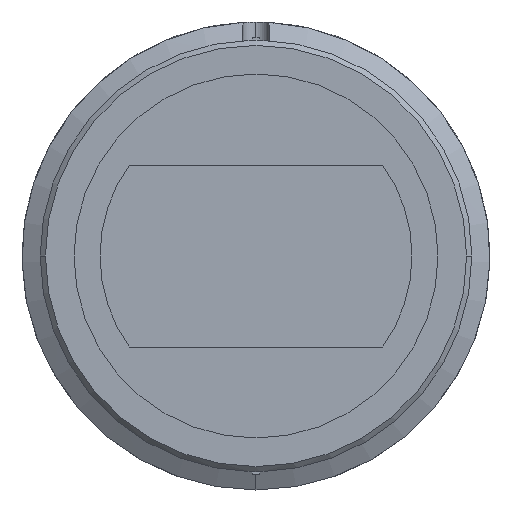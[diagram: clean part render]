
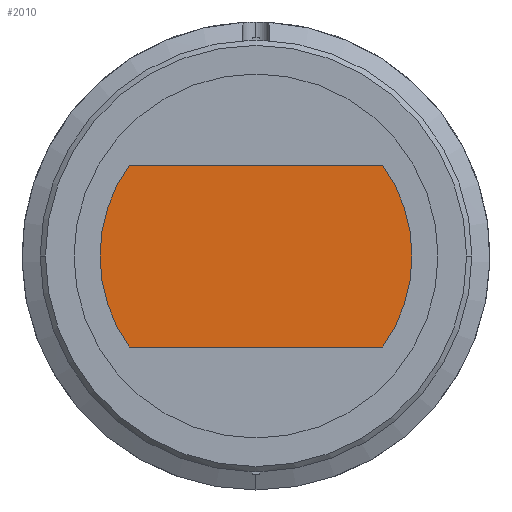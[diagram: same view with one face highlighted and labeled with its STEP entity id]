
A CAD part, left-side view. The second image highlights one B-rep face of the part: STEP entity #2010.
In plain terms, the highlighted planar face has unit normal (-1, 0, 0).
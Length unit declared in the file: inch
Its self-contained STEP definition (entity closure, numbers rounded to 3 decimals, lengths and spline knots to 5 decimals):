
#41 = AXIS2_PLACEMENT_3D ( 'NONE', #361, #564, #582 ) ;
#205 = EDGE_CURVE ( 'NONE', #1700, #2687, #1068, .T. ) ;
#361 = CARTESIAN_POINT ( 'NONE',  ( -0.08465, 0., 0. ) ) ;
#373 = DIRECTION ( 'NONE',  ( 1., 0., 0. ) ) ;
#477 = EDGE_LOOP ( 'NONE', ( #2820, #1460, #2805, #2335 ) ) ;
#540 = EDGE_CURVE ( 'NONE', #973, #1700, #2071, .T. ) ;
#564 = DIRECTION ( 'NONE',  ( 1., 0., 0. ) ) ;
#582 = DIRECTION ( 'NONE',  ( 0., 0., 1. ) ) ;
#615 = CARTESIAN_POINT ( 'NONE',  ( -0.08465, 0.19187, -0.1378 ) ) ;
#644 = CARTESIAN_POINT ( 'NONE',  ( -0.08465, -0.19187, -0.1378 ) ) ;
#746 = LINE ( 'NONE', #2104, #1759 ) ;
#753 = DIRECTION ( 'NONE',  ( 0., -1., 0. ) ) ;
#818 = DIRECTION ( 'NONE',  ( 0., 0., -1. ) ) ;
#945 = CARTESIAN_POINT ( 'NONE',  ( -0.08465, 0.19187, 0.1378 ) ) ;
#973 = VERTEX_POINT ( 'NONE', #945 ) ;
#979 = EDGE_CURVE ( 'NONE', #2687, #2514, #746, .T. ) ;
#1068 = CIRCLE ( 'NONE', #2108, 0.23622 ) ;
#1085 = DIRECTION ( 'NONE',  ( 0., 0., 1. ) ) ;
#1132 = EDGE_CURVE ( 'NONE', #2514, #973, #1524, .T. ) ;
#1393 = DIRECTION ( 'NONE',  ( 0., 1., 0. ) ) ;
#1460 = ORIENTED_EDGE ( 'NONE', *, *, #540, .F. ) ;
#1524 = CIRCLE ( 'NONE', #41, 0.23622 ) ;
#1700 = VERTEX_POINT ( 'NONE', #2177 ) ;
#1743 = PLANE ( 'NONE',  #1971 ) ;
#1759 = VECTOR ( 'NONE', #1393, 39.37008 ) ;
#1971 = AXIS2_PLACEMENT_3D ( 'NONE', #2213, #373, #818 ) ;
#2010 = ADVANCED_FACE ( 'NONE', ( #2408 ), #1743, .F. ) ;
#2071 = LINE ( 'NONE', #2339, #2599 ) ;
#2104 = CARTESIAN_POINT ( 'NONE',  ( -0.08465, -0.19187, -0.1378 ) ) ;
#2108 = AXIS2_PLACEMENT_3D ( 'NONE', #2203, #2417, #1085 ) ;
#2177 = CARTESIAN_POINT ( 'NONE',  ( -0.08465, -0.19187, 0.1378 ) ) ;
#2203 = CARTESIAN_POINT ( 'NONE',  ( -0.08465, 0., 0. ) ) ;
#2213 = CARTESIAN_POINT ( 'NONE',  ( -0.08465, 0., 0. ) ) ;
#2335 = ORIENTED_EDGE ( 'NONE', *, *, #979, .F. ) ;
#2339 = CARTESIAN_POINT ( 'NONE',  ( -0.08465, -0.19187, 0.1378 ) ) ;
#2408 = FACE_OUTER_BOUND ( 'NONE', #477, .T. ) ;
#2417 = DIRECTION ( 'NONE',  ( 1., 0., 0. ) ) ;
#2514 = VERTEX_POINT ( 'NONE', #615 ) ;
#2599 = VECTOR ( 'NONE', #753, 39.37008 ) ;
#2687 = VERTEX_POINT ( 'NONE', #644 ) ;
#2805 = ORIENTED_EDGE ( 'NONE', *, *, #1132, .F. ) ;
#2820 = ORIENTED_EDGE ( 'NONE', *, *, #205, .F. ) ;
